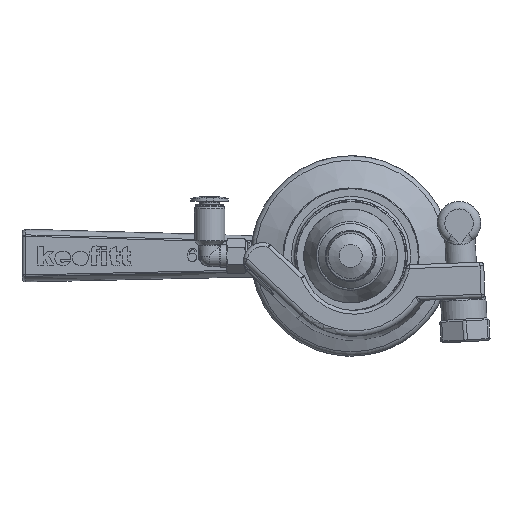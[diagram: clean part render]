
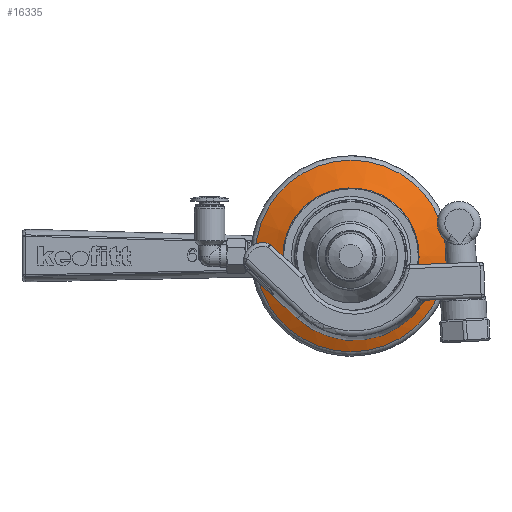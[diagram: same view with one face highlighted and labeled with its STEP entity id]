
A CAD part, left-side view. The second image highlights one B-rep face of the part: STEP entity #16335.
In plain terms, the highlighted conical face has half-angle 65 degrees and reference radius 20.25 mm.
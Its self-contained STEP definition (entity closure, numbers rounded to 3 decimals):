
#403=CONICAL_SURFACE('',#17700,20.25,1.134);
#1537=LINE('',#33930,#2584);
#2584=VECTOR('',#21435,20.25);
#3950=FACE_OUTER_BOUND('',#4880,.T.);
#4880=EDGE_LOOP('',(#14482,#14483,#14484,#14485,#14486,#14487));
#5497=CIRCLE('',#17698,25.345);
#5498=CIRCLE('',#17699,25.345);
#5499=CIRCLE('',#17701,15.155);
#5500=CIRCLE('',#17702,15.155);
#7519=VERTEX_POINT('',#33923);
#7520=VERTEX_POINT('',#33925);
#7521=VERTEX_POINT('',#33929);
#7522=VERTEX_POINT('',#33931);
#9843=EDGE_CURVE('',#7519,#7520,#5497,.T.);
#9844=EDGE_CURVE('',#7520,#7519,#5498,.T.);
#9845=EDGE_CURVE('',#7520,#7521,#1537,.T.);
#9846=EDGE_CURVE('',#7522,#7521,#5499,.T.);
#9847=EDGE_CURVE('',#7521,#7522,#5500,.T.);
#14482=ORIENTED_EDGE('',*,*,#9844,.F.);
#14483=ORIENTED_EDGE('',*,*,#9845,.T.);
#14484=ORIENTED_EDGE('',*,*,#9846,.F.);
#14485=ORIENTED_EDGE('',*,*,#9847,.F.);
#14486=ORIENTED_EDGE('',*,*,#9845,.F.);
#14487=ORIENTED_EDGE('',*,*,#9843,.F.);
#16335=ADVANCED_FACE('',(#3950),#403,.T.);
#17698=AXIS2_PLACEMENT_3D('',#33926,#21429,#21430);
#17699=AXIS2_PLACEMENT_3D('',#33927,#21431,#21432);
#17700=AXIS2_PLACEMENT_3D('',#33928,#21433,#21434);
#17701=AXIS2_PLACEMENT_3D('',#33932,#21436,#21437);
#17702=AXIS2_PLACEMENT_3D('',#33933,#21438,#21439);
#21429=DIRECTION('center_axis',(1.,0.,0.));
#21430=DIRECTION('ref_axis',(0.,-1.,0.));
#21431=DIRECTION('center_axis',(1.,0.,0.));
#21432=DIRECTION('ref_axis',(0.,-1.,0.));
#21433=DIRECTION('center_axis',(1.,0.,0.));
#21434=DIRECTION('ref_axis',(0.,1.,0.));
#21435=DIRECTION('',(-0.423,0.906,0.));
#21436=DIRECTION('center_axis',(-1.,0.,0.));
#21437=DIRECTION('ref_axis',(0.,-1.,0.));
#21438=DIRECTION('center_axis',(-1.,0.,0.));
#21439=DIRECTION('ref_axis',(0.,-1.,0.));
#33923=CARTESIAN_POINT('',(11.79,0.,25.345));
#33925=CARTESIAN_POINT('',(11.79,-25.345,0.));
#33926=CARTESIAN_POINT('Origin',(11.79,0.,0.));
#33927=CARTESIAN_POINT('Origin',(11.79,0.,0.));
#33928=CARTESIAN_POINT('Origin',(9.414,0.,0.));
#33929=CARTESIAN_POINT('',(7.038,-15.155,0.));
#33930=CARTESIAN_POINT('',(9.414,-20.25,0.));
#33931=CARTESIAN_POINT('',(7.038,0.,15.155));
#33932=CARTESIAN_POINT('Origin',(7.038,0.,0.));
#33933=CARTESIAN_POINT('Origin',(7.038,0.,0.));
